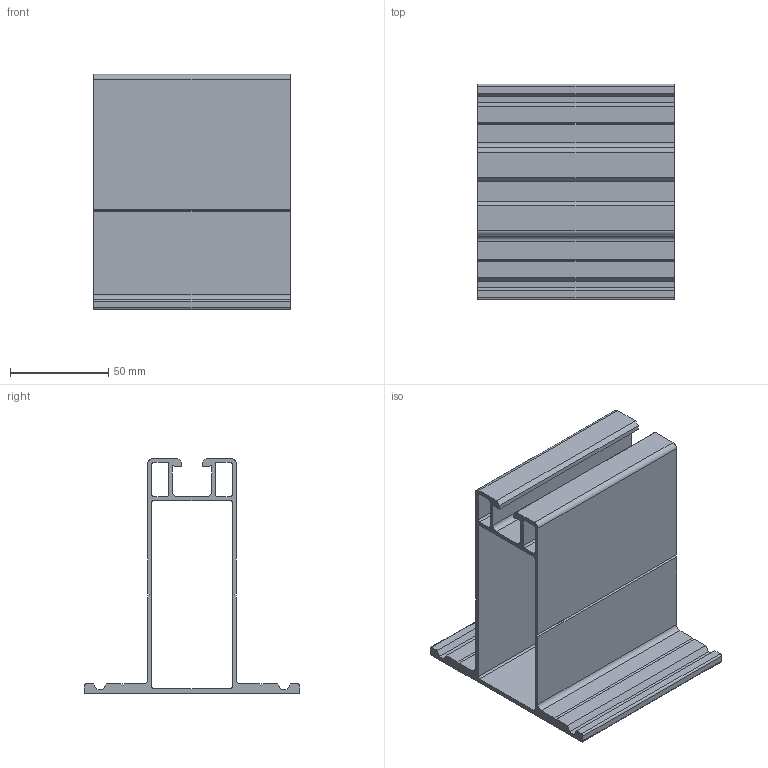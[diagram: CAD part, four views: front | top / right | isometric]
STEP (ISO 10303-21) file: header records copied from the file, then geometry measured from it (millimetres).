
FILE_DESCRIPTION (( 'STEP AP214' ), '1' );
FILE_NAME ('084.106.804.STEP', '2020-07-23T08:12:30', ( '' ), ( '' ), 'SwSTEP 2.0', 'SolidWorks 2018', '' );
FILE_SCHEMA (( 'AUTOMOTIVE_DESIGN' ));
Length unit declared in the file: millimetre
Products named in the file (1): 084.106.804
Bounding box: 100 x 110 x 120 mm (x, y, z)
Volume: 111252.1 mm3; surface area: 91340.8 mm2
Topology: 1 solids, 1 shells, 78 faces, 228 edges, 152 vertices
Faces by surface type: plane 52, cylinder 26
Entity records: 2630 total; most frequent: CARTESIAN_POINT 459, ORIENTED_EDGE 456, DIRECTION 438, EDGE_CURVE 228, LINE 176, VECTOR 176, VERTEX_POINT 152, AXIS2_PLACEMENT_3D 131
